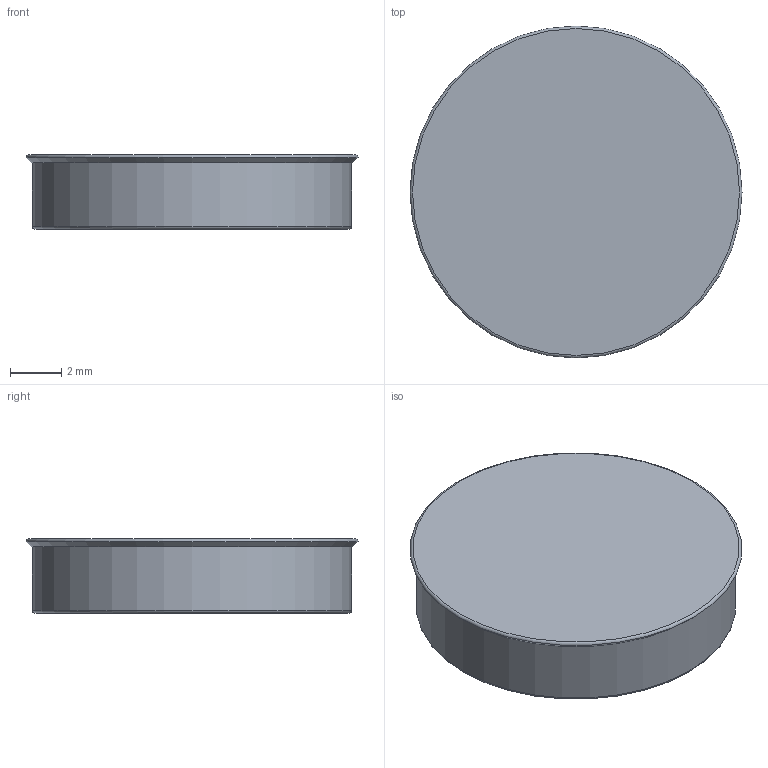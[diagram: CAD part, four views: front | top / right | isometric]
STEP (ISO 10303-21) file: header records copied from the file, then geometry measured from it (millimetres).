
FILE_DESCRIPTION(/* description */ (''),/* implementation_level */ '2;1');
FILE_NAME(/* name */ '22105_KriTec_Abdeckkappe_D30_F_grau_aehnlich_RAL_7042.stp',/* time_stamp */ '2020-11-04T11:14:28+01:00',/* author */ ('jendrek'),/* organization */ (''),/* preprocessor_version */ 'ST-DEVELOPER v17',/* originating_system */ 'Autodesk Inventor 2018',/* authorisation */ '');
FILE_SCHEMA (('AUTOMOTIVE_DESIGN { 1 0 10303 214 3 1 1 }'));
Length unit declared in the file: millimetre
Products named in the file (1): 22105
Bounding box: 13 x 13 x 2.9 mm (x, y, z)
Volume: 147.3 mm3; surface area: 443 mm2
Topology: 1 solids, 1 shells, 11 faces, 18 edges, 11 vertices
Faces by surface type: torus 4, plane 4, cylinder 2, cone 1
Full cylindrical faces by diameter (mm): 11.3 x1, 12.5 x1
Entity records: 302 total; most frequent: DIRECTION 57, CARTESIAN_POINT 41, ORIENTED_EDGE 36, AXIS2_PLACEMENT_3D 27, EDGE_CURVE 18, CIRCLE 15, EDGE_LOOP 13, FACE_OUTER_BOUND 11
